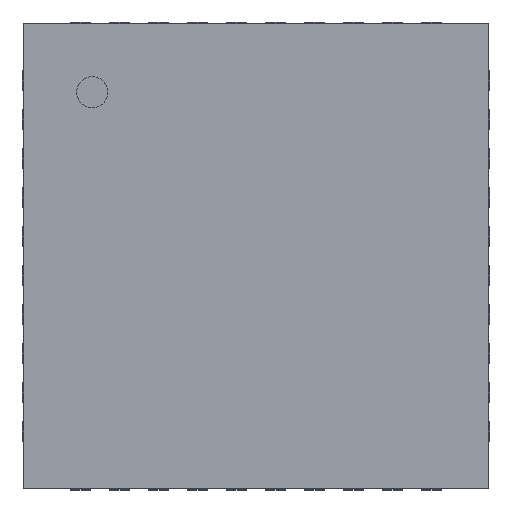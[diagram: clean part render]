
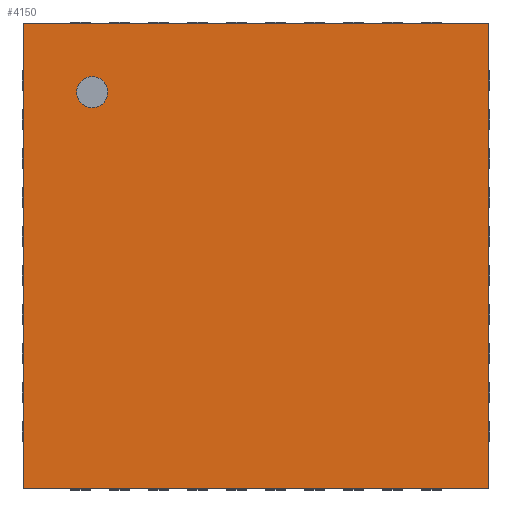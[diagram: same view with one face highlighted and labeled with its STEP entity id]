
A CAD part, top view. The second image highlights one B-rep face of the part: STEP entity #4150.
In plain terms, the highlighted planar face has unit normal (0, 0, 1).
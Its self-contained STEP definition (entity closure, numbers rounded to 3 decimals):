
#13=DIRECTION('',(0.,0.,1.));
#117=DIRECTION('',(0.,0.,-1.));
#148=VECTOR('',#149,1.);
#149=DIRECTION('',(1.,0.,0.));
#155=VECTOR('',#156,1.);
#156=DIRECTION('',(0.,-1.,0.));
#1053=ORIENTED_EDGE('',*,*,#1054,.F.);
#1054=EDGE_CURVE('',#1055,#1057,#1059,.T.);
#1055=VERTEX_POINT('',#1056);
#1056=CARTESIAN_POINT('',(-2.985,2.985,0.78));
#1057=VERTEX_POINT('',#1058);
#1058=CARTESIAN_POINT('',(2.985,2.985,0.78));
#1059=LINE('',#1056,#148);
#1242=ORIENTED_EDGE('',*,*,#1243,.T.);
#1243=EDGE_CURVE('',#1055,#1244,#1246,.T.);
#1244=VERTEX_POINT('',#1245);
#1245=CARTESIAN_POINT('',(-2.985,-2.985,0.78));
#1246=LINE('',#1056,#155);
#2608=EDGE_CURVE('',#1057,#2609,#2611,.T.);
#2609=VERTEX_POINT('',#2610);
#2610=CARTESIAN_POINT('',(2.985,-2.985,0.78));
#2611=LINE('',#1058,#155);
#2781=EDGE_CURVE('',#1244,#2609,#2782,.T.);
#2782=LINE('',#1245,#148);
#4150=ADVANCED_FACE('',(#4151,#4155),#4164,.T.);
#4151=FACE_BOUND('',#4152,.T.);
#4152=EDGE_LOOP('',(#1053,#1242,#4153,#4154));
#4153=ORIENTED_EDGE('',*,*,#2781,.T.);
#4154=ORIENTED_EDGE('',*,*,#2608,.F.);
#4155=FACE_BOUND('',#4156,.T.);
#4156=EDGE_LOOP('',(#4157));
#4157=ORIENTED_EDGE('',*,*,#4158,.T.);
#4158=EDGE_CURVE('',#4159,#4159,#4161,.T.);
#4159=VERTEX_POINT('',#4160);
#4160=CARTESIAN_POINT('',(-2.1,1.9,0.78));
#4161=CIRCLE('',#4162,0.2);
#4162=AXIS2_PLACEMENT_3D('',#4163,#117,#156);
#4163=CARTESIAN_POINT('',(-2.1,2.1,0.78));
#4164=PLANE('',#4165);
#4165=AXIS2_PLACEMENT_3D('',#1056,#13,#156);
